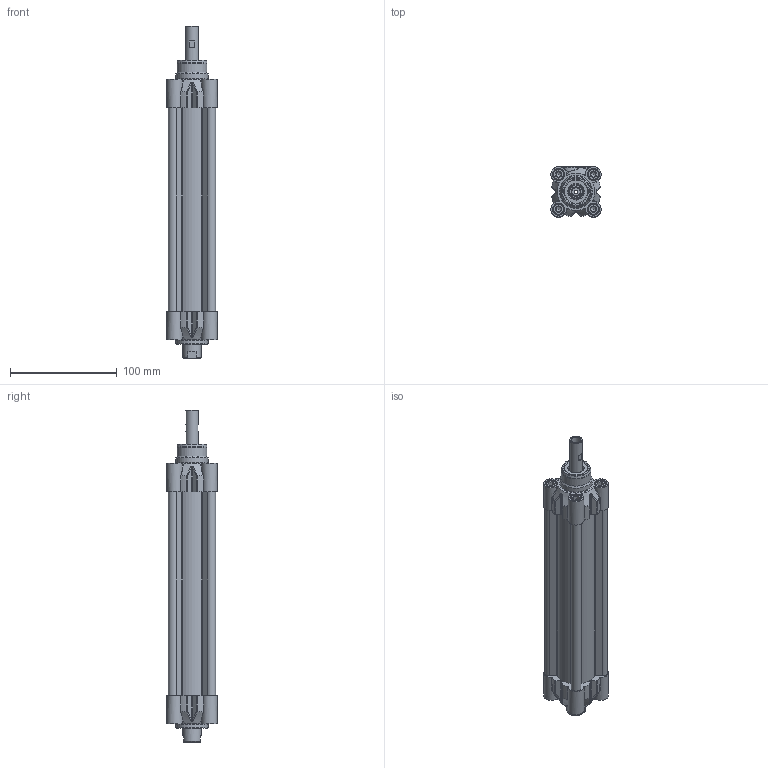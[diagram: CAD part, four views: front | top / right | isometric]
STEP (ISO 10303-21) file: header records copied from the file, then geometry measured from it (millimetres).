
FILE_DESCRIPTION(/* description */ (''),/* implementation_level */ '2;1');
FILE_NAME(/* name */ 'HDM032.150.GS.FT.stp',/* time_stamp */ '2022-05-04T17:00:57+02:00',/* author */ ('carlo.corazza'),/* organization */ (''),/* preprocessor_version */ 'ST-DEVELOPER v18',/* originating_system */ 'Autodesk Inventor 2020',/* authorisation */ '');
FILE_SCHEMA (('AUTOMOTIVE_DESIGN { 1 0 10303 214 3 1 1 }'));
Length unit declared in the file: millimetre
Products named in the file (5): HDM032.150.GS.FT; CORPO-150; STELO H032-FT-150; TA032-FT; TP 032-FT
Assembly tree (4 placements, depth 2):
  HDM032.150.GS.FT
    CORPO-150
    STELO H032-FT-150
    TA032-FT
    TP 032-FT
Bounding box: 47 x 47 x 310.9 mm (x, y, z)
Volume: 245126.6 mm3; surface area: 150232.7 mm2
Topology: 4 solids, 8 shells, 900 faces, 2316 edges, 1510 vertices
Faces by surface type: plane 311, cylinder 246, bspline 182, cone 77, torus 64, sphere 20
Full cylindrical faces by diameter (mm): 2.1 x1, 3 x1, 4.917 x7, 6 x8, 6.2 x8, 7 x1, 7.9 x1, 7.991 x1, 8 x3, 8.566 x4, 10 x7, 10.3 x8, 11.804 x1, 12 x2, 12.8 x1, 12.847 x1, 16 x1, 17 x1, 22 x2, 28 x1, 30 x2, 32 x2
Entity records: 31708 total; most frequent: CARTESIAN_POINT 9163, ORIENTED_EDGE 4606, DIRECTION 4237, EDGE_CURVE 2303, AXIS2_PLACEMENT_3D 1601, VERTEX_POINT 1510, LINE 1035, VECTOR 1035
